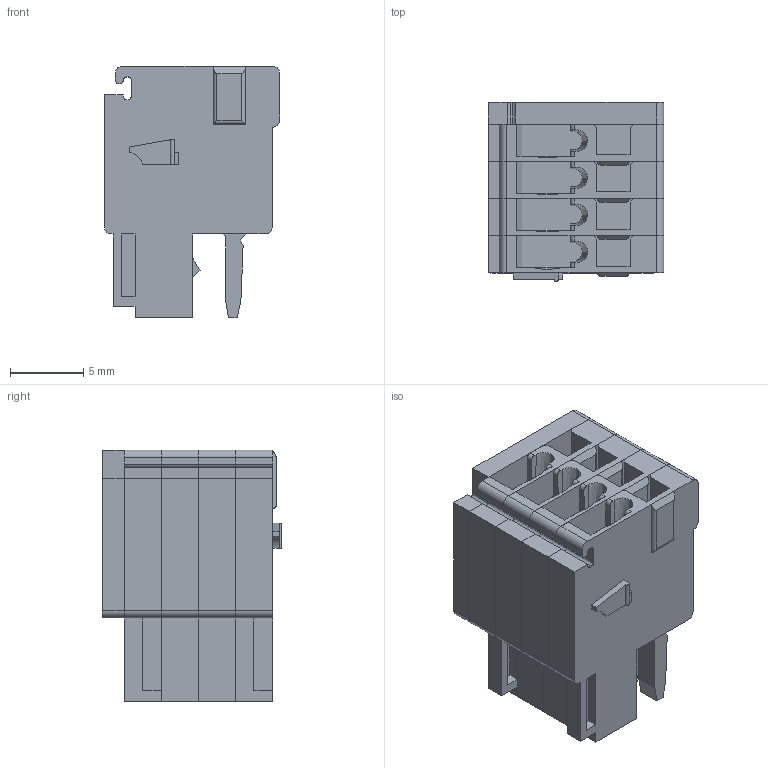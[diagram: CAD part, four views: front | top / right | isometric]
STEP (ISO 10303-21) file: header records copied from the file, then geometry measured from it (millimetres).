
FILE_DESCRIPTION(/* description */ ('Unknown'),/* implementation_level */ '2;1');
FILE_NAME(/* name */ 'MC700-25404..C-20230306',/* time_stamp */ '2023-03-07T14:45:40+08:00',/* author */ ('Unknown'),/* organization */ ('Unknown'),/* preprocessor_version */ 'ST-DEVELOPER v16.7',/* originating_system */ 'DEX',/* authorisation */ $);
FILE_SCHEMA (('AUTOMOTIVE_DESIGN {1 0 10303 214 3 1 1}'));
Length unit declared in the file: millimetre
Products named in the file (1): MC700-25404..C-20230306
Bounding box: 12 x 12.26 x 17.25 mm (x, y, z)
Volume: 1580.2 mm3; surface area: 2341.6 mm2
Topology: 1 solids, 1 shells, 510 faces, 1435 edges, 946 vertices
Faces by surface type: plane 384, cylinder 118, bspline 4, cone 4
Full cylindrical faces by diameter (mm): 1.04 x4, 1.4 x12, 1.5 x8
Entity records: 16440 total; most frequent: CARTESIAN_POINT 3068, ORIENTED_EDGE 2814, DIRECTION 2652, EDGE_CURVE 1407, LINE 1144, VECTOR 1144, VERTEX_POINT 946, AXIS2_PLACEMENT_3D 754
